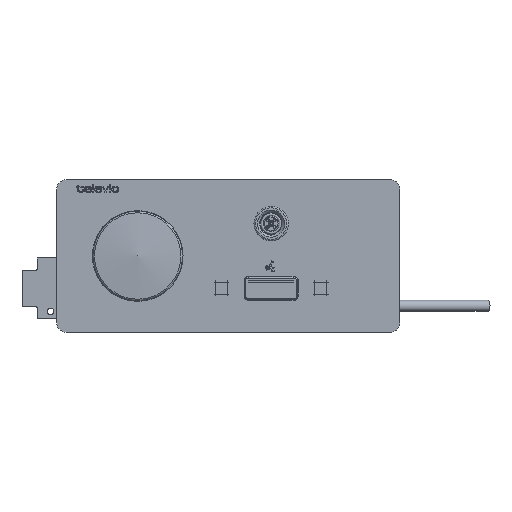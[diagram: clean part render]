
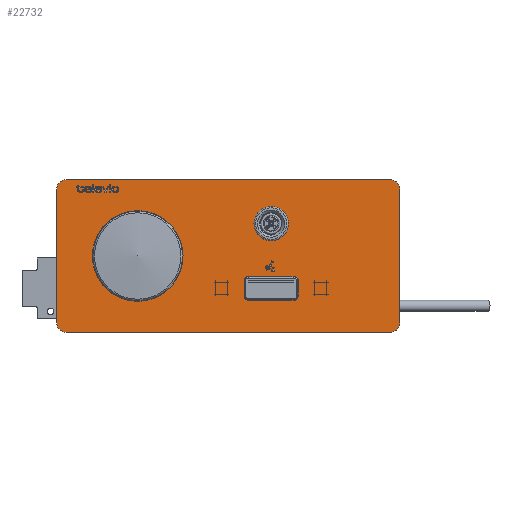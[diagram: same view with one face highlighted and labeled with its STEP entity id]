
A CAD part, top view. The second image highlights one B-rep face of the part: STEP entity #22732.
In plain terms, the highlighted planar face has unit normal (0, 0, 1).
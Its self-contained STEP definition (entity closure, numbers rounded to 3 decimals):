
#6061=LINE('',#117662,#10801);
#6067=LINE('',#117676,#10807);
#6071=LINE('',#117685,#10811);
#6075=LINE('',#117694,#10815);
#6082=LINE('',#117754,#10822);
#6083=LINE('',#117764,#10823);
#6084=LINE('',#117774,#10824);
#6085=LINE('',#117784,#10825);
#6086=LINE('',#117794,#10826);
#10801=VECTOR('',#75182,1.);
#10807=VECTOR('',#75190,1.);
#10811=VECTOR('',#75196,1.);
#10815=VECTOR('',#75202,1.);
#10822=VECTOR('',#75229,1.);
#10823=VECTOR('',#75230,1.);
#10824=VECTOR('',#75231,1.);
#10825=VECTOR('',#75232,1.);
#10826=VECTOR('',#75233,1.);
#14955=B_SPLINE_CURVE_WITH_KNOTS('',3,(#117755,#117756,#117757,#117758,
#117759,#117760,#117761),.UNSPECIFIED.,.F.,.F.,(4,1,1,1,4),(0.,0.25,0.5,
0.75,1.),.UNSPECIFIED.);
#14956=B_SPLINE_CURVE_WITH_KNOTS('',3,(#117766,#117767,#117768,#117769,
#117770,#117771,#117772),.UNSPECIFIED.,.F.,.F.,(4,1,1,1,4),(0.,0.25,0.5,
0.75,1.),.UNSPECIFIED.);
#14957=B_SPLINE_CURVE_WITH_KNOTS('',3,(#117776,#117777,#117778,#117779,
#117780,#117781,#117782),.UNSPECIFIED.,.F.,.F.,(4,1,1,1,4),(0.,0.25,0.5,
0.75,1.),.UNSPECIFIED.);
#14958=B_SPLINE_CURVE_WITH_KNOTS('',3,(#117786,#117787,#117788,#117789,
#117790,#117791,#117792),.UNSPECIFIED.,.F.,.F.,(4,1,1,1,4),(0.,0.25,0.5,
0.75,1.),.UNSPECIFIED.);
#18907=PLANE('',#61731);
#22732=ADVANCED_FACE('',(#23918,#23919,#23920,#23921),#18907,.F.);
#23918=FACE_BOUND('',#27247,.T.);
#23919=FACE_BOUND('',#27248,.T.);
#23920=FACE_BOUND('',#27249,.T.);
#23921=FACE_BOUND('',#27250,.T.);
#27247=EDGE_LOOP('',(#41527));
#27248=EDGE_LOOP('',(#41528,#41529));
#27249=EDGE_LOOP('',(#41530,#41531,#41532,#41533,#41534,#41535,#41536,#41537));
#27250=EDGE_LOOP('',(#41538,#41539,#41540,#41541,#41542,#41543,#41544,#41545));
#41527=ORIENTED_EDGE('',*,*,#54913,.T.);
#41528=ORIENTED_EDGE('',*,*,#54914,.T.);
#41529=ORIENTED_EDGE('',*,*,#54915,.T.);
#41530=ORIENTED_EDGE('',*,*,#54916,.T.);
#41531=ORIENTED_EDGE('',*,*,#54917,.T.);
#41532=ORIENTED_EDGE('',*,*,#54918,.T.);
#41533=ORIENTED_EDGE('',*,*,#54919,.T.);
#41534=ORIENTED_EDGE('',*,*,#54920,.T.);
#41535=ORIENTED_EDGE('',*,*,#54921,.T.);
#41536=ORIENTED_EDGE('',*,*,#54922,.T.);
#41537=ORIENTED_EDGE('',*,*,#54923,.T.);
#41538=ORIENTED_EDGE('',*,*,#54888,.F.);
#41539=ORIENTED_EDGE('',*,*,#54924,.T.);
#41540=ORIENTED_EDGE('',*,*,#54882,.F.);
#41541=ORIENTED_EDGE('',*,*,#54925,.T.);
#41542=ORIENTED_EDGE('',*,*,#54896,.F.);
#41543=ORIENTED_EDGE('',*,*,#54926,.T.);
#41544=ORIENTED_EDGE('',*,*,#54892,.F.);
#41545=ORIENTED_EDGE('',*,*,#54927,.T.);
#47438=VERTEX_POINT('',#117663);
#47439=VERTEX_POINT('',#117664);
#47444=VERTEX_POINT('',#117675);
#47445=VERTEX_POINT('',#117677);
#47448=VERTEX_POINT('',#117684);
#47449=VERTEX_POINT('',#117686);
#47452=VERTEX_POINT('',#117693);
#47453=VERTEX_POINT('',#117695);
#47465=VERTEX_POINT('',#117750);
#47466=VERTEX_POINT('',#117752);
#47467=VERTEX_POINT('',#117753);
#47468=VERTEX_POINT('',#117762);
#47469=VERTEX_POINT('',#117763);
#47470=VERTEX_POINT('',#117765);
#47471=VERTEX_POINT('',#117773);
#47472=VERTEX_POINT('',#117775);
#47473=VERTEX_POINT('',#117783);
#47474=VERTEX_POINT('',#117785);
#47475=VERTEX_POINT('',#117793);
#54882=EDGE_CURVE('',#47438,#47439,#6061,.T.);
#54888=EDGE_CURVE('',#47444,#47445,#6067,.T.);
#54892=EDGE_CURVE('',#47448,#47449,#6071,.T.);
#54896=EDGE_CURVE('',#47452,#47453,#6075,.T.);
#54913=EDGE_CURVE('',#47465,#47465,#57181,.T.);
#54914=EDGE_CURVE('',#47466,#47467,#57182,.T.);
#54915=EDGE_CURVE('',#47467,#47466,#6082,.T.);
#54916=EDGE_CURVE('',#47468,#47469,#14955,.T.);
#54917=EDGE_CURVE('',#47469,#47470,#6083,.T.);
#54918=EDGE_CURVE('',#47470,#47471,#14956,.T.);
#54919=EDGE_CURVE('',#47471,#47472,#6084,.T.);
#54920=EDGE_CURVE('',#47472,#47473,#14957,.T.);
#54921=EDGE_CURVE('',#47473,#47474,#6085,.T.);
#54922=EDGE_CURVE('',#47474,#47475,#14958,.T.);
#54923=EDGE_CURVE('',#47475,#47468,#6086,.T.);
#54924=EDGE_CURVE('',#47444,#47439,#57183,.T.);
#54925=EDGE_CURVE('',#47438,#47453,#57184,.T.);
#54926=EDGE_CURVE('',#47452,#47449,#57185,.T.);
#54927=EDGE_CURVE('',#47448,#47445,#57186,.T.);
#57181=CIRCLE('',#61725,23.8);
#57182=CIRCLE('',#61726,8.05);
#57183=CIRCLE('',#61727,5.);
#57184=CIRCLE('',#61728,5.);
#57185=CIRCLE('',#61729,5.);
#57186=CIRCLE('',#61730,5.);
#61725=AXIS2_PLACEMENT_3D('',#117749,#75225,#75226);
#61726=AXIS2_PLACEMENT_3D('',#117751,#75227,#75228);
#61727=AXIS2_PLACEMENT_3D('',#117795,#75234,#75235);
#61728=AXIS2_PLACEMENT_3D('',#117796,#75236,#75237);
#61729=AXIS2_PLACEMENT_3D('',#117797,#75238,#75239);
#61730=AXIS2_PLACEMENT_3D('',#117798,#75240,#75241);
#61731=AXIS2_PLACEMENT_3D('',#117799,#75242,#75243);
#75182=DIRECTION('',(1.,0.,0.));
#75190=DIRECTION('',(0.,-1.,0.));
#75196=DIRECTION('',(-1.,0.,0.));
#75202=DIRECTION('',(0.,1.,0.));
#75225=DIRECTION('',(0.,0.,-1.));
#75226=DIRECTION('',(-1.,0.,0.));
#75227=DIRECTION('',(0.,0.,-1.));
#75228=DIRECTION('',(-1.,0.,0.));
#75229=DIRECTION('',(1.,0.,0.));
#75230=DIRECTION('',(1.,0.,0.));
#75231=DIRECTION('',(0.,-1.,0.));
#75232=DIRECTION('',(-1.,0.,0.));
#75233=DIRECTION('',(0.,1.,0.));
#75234=DIRECTION('',(0.,0.,1.));
#75235=DIRECTION('',(-1.,0.,0.));
#75236=DIRECTION('',(0.,0.,1.));
#75237=DIRECTION('',(-1.,0.,0.));
#75238=DIRECTION('',(0.,0.,1.));
#75239=DIRECTION('',(-1.,0.,0.));
#75240=DIRECTION('',(0.,0.,1.));
#75241=DIRECTION('',(-1.,0.,0.));
#75242=DIRECTION('',(0.,0.,-1.));
#75243=DIRECTION('',(-1.,0.,0.));
#117662=CARTESIAN_POINT('',(-90.,40.,0.));
#117663=CARTESIAN_POINT('',(-85.,40.,0.));
#117664=CARTESIAN_POINT('',(85.,40.,0.));
#117675=CARTESIAN_POINT('',(90.,35.,0.));
#117676=CARTESIAN_POINT('',(90.,40.,0.));
#117677=CARTESIAN_POINT('',(90.,-35.,0.));
#117684=CARTESIAN_POINT('',(85.,-40.,0.));
#117685=CARTESIAN_POINT('',(90.,-40.,0.));
#117686=CARTESIAN_POINT('',(-85.,-40.,0.));
#117693=CARTESIAN_POINT('',(-90.,-35.,0.));
#117694=CARTESIAN_POINT('',(-90.,-40.,0.));
#117695=CARTESIAN_POINT('',(-90.,35.,0.));
#117749=CARTESIAN_POINT('',(-47.5,0.,0.));
#117750=CARTESIAN_POINT('',(-71.3,0.,0.));
#117751=CARTESIAN_POINT('',(22.5,17.,0.));
#117752=CARTESIAN_POINT('',(25.999,24.25,0.));
#117753=CARTESIAN_POINT('',(19.001,24.25,0.));
#117754=CARTESIAN_POINT('',(0.,24.25,0.));
#117755=CARTESIAN_POINT('',(8.3,-13.,0.));
#117756=CARTESIAN_POINT('',(8.3,-12.714,0.));
#117757=CARTESIAN_POINT('',(8.414,-12.135,0.));
#117758=CARTESIAN_POINT('',(8.904,-11.404,0.));
#117759=CARTESIAN_POINT('',(9.635,-10.914,0.));
#117760=CARTESIAN_POINT('',(10.214,-10.8,0.));
#117761=CARTESIAN_POINT('',(10.5,-10.8,0.));
#117762=CARTESIAN_POINT('',(8.3,-13.,0.));
#117763=CARTESIAN_POINT('',(10.5,-10.8,0.));
#117764=CARTESIAN_POINT('',(0.,-10.8,0.));
#117765=CARTESIAN_POINT('',(34.5,-10.8,0.));
#117766=CARTESIAN_POINT('',(34.5,-10.8,0.));
#117767=CARTESIAN_POINT('',(34.786,-10.8,0.));
#117768=CARTESIAN_POINT('',(35.365,-10.914,0.));
#117769=CARTESIAN_POINT('',(36.096,-11.404,0.));
#117770=CARTESIAN_POINT('',(36.586,-12.135,0.));
#117771=CARTESIAN_POINT('',(36.7,-12.714,0.));
#117772=CARTESIAN_POINT('',(36.7,-13.,0.));
#117773=CARTESIAN_POINT('',(36.7,-13.,0.));
#117774=CARTESIAN_POINT('',(36.7,0.,0.));
#117775=CARTESIAN_POINT('',(36.7,-21.,0.));
#117776=CARTESIAN_POINT('',(36.7,-21.,0.));
#117777=CARTESIAN_POINT('',(36.7,-21.286,0.));
#117778=CARTESIAN_POINT('',(36.586,-21.865,0.));
#117779=CARTESIAN_POINT('',(36.096,-22.596,0.));
#117780=CARTESIAN_POINT('',(35.365,-23.086,0.));
#117781=CARTESIAN_POINT('',(34.786,-23.2,0.));
#117782=CARTESIAN_POINT('',(34.5,-23.2,0.));
#117783=CARTESIAN_POINT('',(34.5,-23.2,0.));
#117784=CARTESIAN_POINT('',(0.,-23.2,0.));
#117785=CARTESIAN_POINT('',(10.5,-23.2,0.));
#117786=CARTESIAN_POINT('',(10.5,-23.2,0.));
#117787=CARTESIAN_POINT('',(10.214,-23.2,0.));
#117788=CARTESIAN_POINT('',(9.635,-23.086,0.));
#117789=CARTESIAN_POINT('',(8.904,-22.596,0.));
#117790=CARTESIAN_POINT('',(8.414,-21.865,0.));
#117791=CARTESIAN_POINT('',(8.3,-21.286,0.));
#117792=CARTESIAN_POINT('',(8.3,-21.,0.));
#117793=CARTESIAN_POINT('',(8.3,-21.,0.));
#117794=CARTESIAN_POINT('',(8.3,0.,0.));
#117795=CARTESIAN_POINT('',(85.,35.,0.));
#117796=CARTESIAN_POINT('',(-85.,35.,0.));
#117797=CARTESIAN_POINT('',(-85.,-35.,0.));
#117798=CARTESIAN_POINT('',(85.,-35.,0.));
#117799=CARTESIAN_POINT('',(0.,0.,0.));
